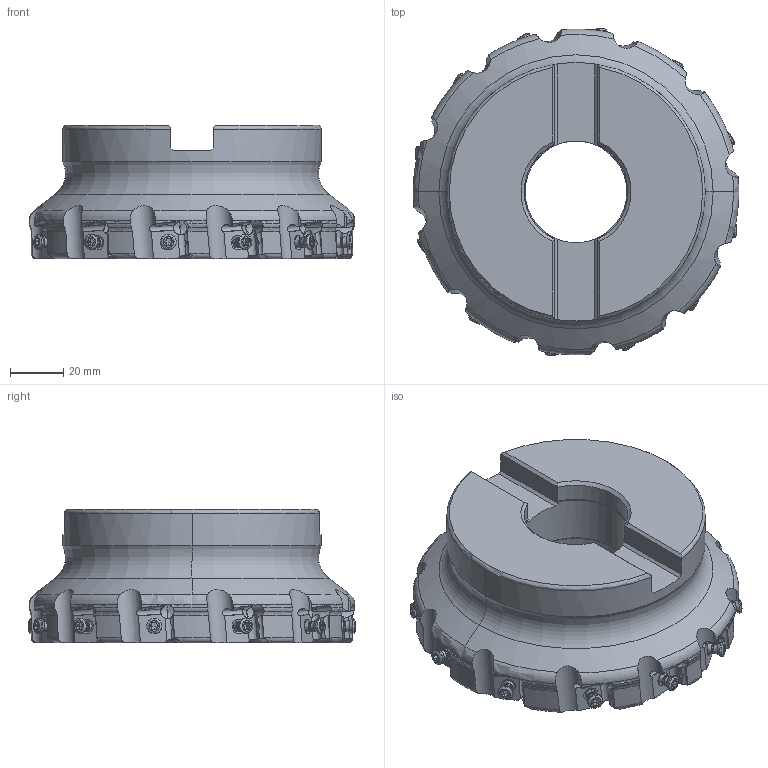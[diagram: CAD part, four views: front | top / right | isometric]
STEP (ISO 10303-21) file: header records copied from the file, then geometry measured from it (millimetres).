
FILE_DESCRIPTION(/* description */ (''),/* implementation_level */ '2;1');
FILE_NAME(/* name */ 'VOX400UR0512E.stp',/* time_stamp */ '2019-03-26T13:44:51+09:00',/* author */ (''),/* organization */ (''),/* preprocessor_version */ 'ST-DEVELOPER v16',/* originating_system */ 'SIEMENS PLM Software NX 10.0',/* authorisation */ '');
FILE_SCHEMA (('AUTOMOTIVE_DESIGN { 1 0 10303 214 3 1 1 1 }'));
Length unit declared in the file: millimetre
Products named in the file (1): VOX400UR0512E_ASM
Bounding box: 121.87 x 122.47 x 50.1 mm (x, y, z)
Volume: 329565.4 mm3; surface area: 47779 mm2
Topology: 13 solids, 13 shells, 984 faces, 2867 edges, 1849 vertices
Faces by surface type: cylinder 428, cone 202, plane 188, torus 130, sphere 36
Entity records: 42691 total; most frequent: CARTESIAN_POINT 17219, ORIENTED_EDGE 5566, DIRECTION 5136, EDGE_CURVE 2783, AXIS2_PLACEMENT_3D 2131, VERTEX_POINT 1849, CIRCLE 1031, EDGE_LOOP 1010
